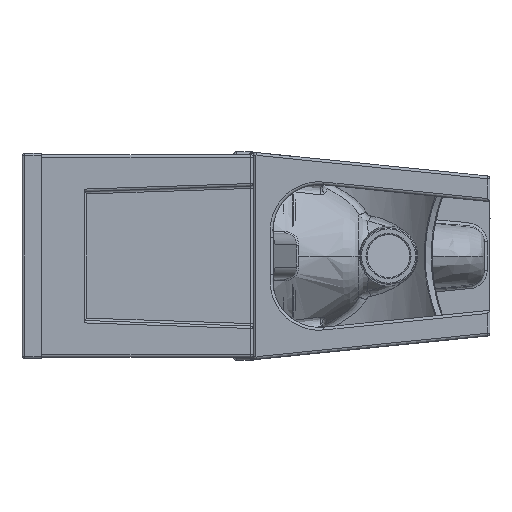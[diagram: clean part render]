
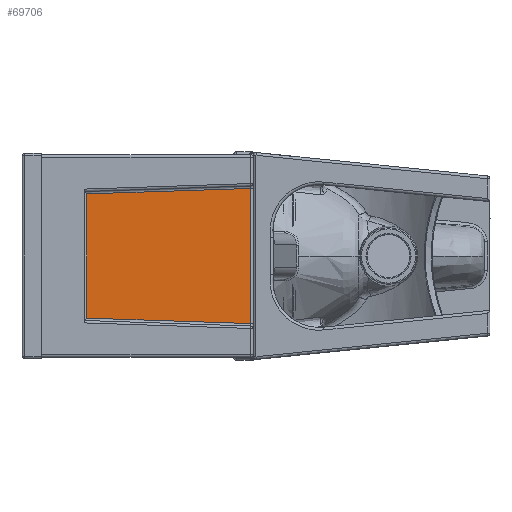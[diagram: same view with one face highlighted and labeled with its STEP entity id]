
A CAD part, left-side view. The second image highlights one B-rep face of the part: STEP entity #69706.
In plain terms, the highlighted planar face has unit normal (-1, 0, 0).
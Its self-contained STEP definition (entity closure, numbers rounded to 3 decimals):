
#2982 = DIRECTION ( 'NONE',  ( 1., 0., 0. ) ) ;
#3494 = CARTESIAN_POINT ( 'NONE',  ( -390., 505., -115. ) ) ;
#4795 = CARTESIAN_POINT ( 'NONE',  ( -390., 215., 119.831 ) ) ;
#6917 = DIRECTION ( 'NONE',  ( 0., 0., 1. ) ) ;
#8829 = VERTEX_POINT ( 'NONE', #4795 ) ;
#10206 = LINE ( 'NONE', #3494, #76080 ) ;
#12366 = CARTESIAN_POINT ( 'NONE',  ( -390., 505., 110.164 ) ) ;
#13215 = CARTESIAN_POINT ( 'NONE',  ( -390., 215., 125. ) ) ;
#14348 = VERTEX_POINT ( 'NONE', #37497 ) ;
#15847 = CARTESIAN_POINT ( 'NONE',  ( -390., 209.833, -120.003 ) ) ;
#17360 = CARTESIAN_POINT ( 'NONE',  ( -390., 509.833, 110.003 ) ) ;
#18044 = CARTESIAN_POINT ( 'NONE',  ( -390., 215., -119.831 ) ) ;
#24049 = PLANE ( 'NONE',  #30099 ) ;
#24490 = CARTESIAN_POINT ( 'NONE',  ( -390., 210., 0. ) ) ;
#27543 = EDGE_LOOP ( 'NONE', ( #37782, #29163, #39914, #61734 ) ) ;
#29163 = ORIENTED_EDGE ( 'NONE', *, *, #41145, .T. ) ;
#30099 = AXIS2_PLACEMENT_3D ( 'NONE', #24490, #2982, #78971 ) ;
#36633 = VECTOR ( 'NONE', #6917, 1000. ) ;
#37497 = CARTESIAN_POINT ( 'NONE',  ( -390., 505., -110.164 ) ) ;
#37764 = LINE ( 'NONE', #15847, #81349 ) ;
#37782 = ORIENTED_EDGE ( 'NONE', *, *, #81432, .T. ) ;
#39914 = ORIENTED_EDGE ( 'NONE', *, *, #85591, .T. ) ;
#41145 = EDGE_CURVE ( 'NONE', #14348, #83654, #37764, .T. ) ;
#44642 = LINE ( 'NONE', #17360, #72166 ) ;
#57555 = FACE_OUTER_BOUND ( 'NONE', #27543, .T. ) ;
#61734 = ORIENTED_EDGE ( 'NONE', *, *, #78159, .T. ) ;
#68591 = LINE ( 'NONE', #13215, #36633 ) ;
#69706 = ADVANCED_FACE ( 'NONE', ( #57555 ), #24049, .F. ) ;
#71859 = DIRECTION ( 'NONE',  ( 0., 0.999, -0.033 ) ) ;
#72166 = VECTOR ( 'NONE', #71859, 1000. ) ;
#76080 = VECTOR ( 'NONE', #84872, 1000. ) ;
#78159 = EDGE_CURVE ( 'NONE', #8829, #86313, #44642, .T. ) ;
#78971 = DIRECTION ( 'NONE',  ( 0., 0., -1. ) ) ;
#81349 = VECTOR ( 'NONE', #84174, 1000. ) ;
#81432 = EDGE_CURVE ( 'NONE', #86313, #14348, #10206, .T. ) ;
#83654 = VERTEX_POINT ( 'NONE', #18044 ) ;
#84174 = DIRECTION ( 'NONE',  ( 0., -0.999, -0.033 ) ) ;
#84872 = DIRECTION ( 'NONE',  ( 0., 0., -1. ) ) ;
#85591 = EDGE_CURVE ( 'NONE', #83654, #8829, #68591, .T. ) ;
#86313 = VERTEX_POINT ( 'NONE', #12366 ) ;
